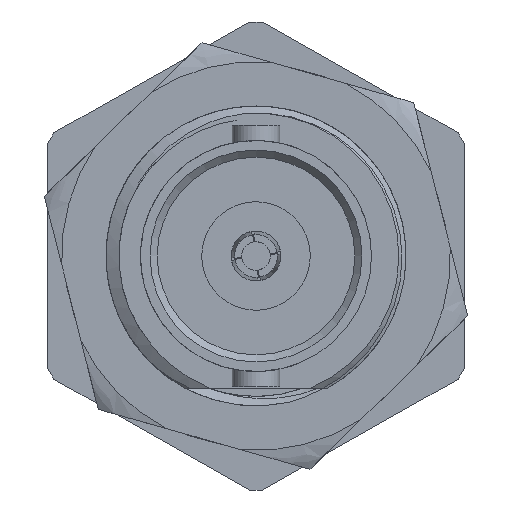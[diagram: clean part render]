
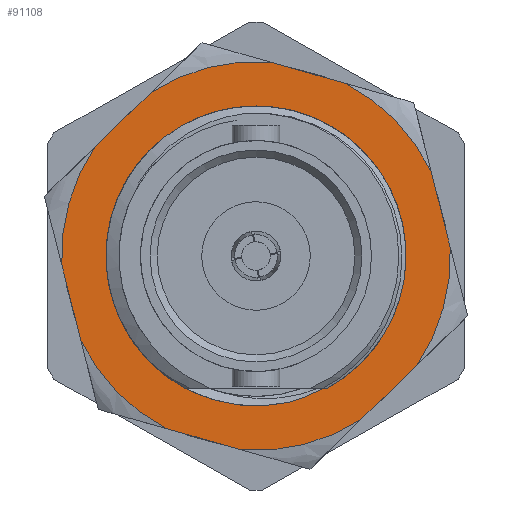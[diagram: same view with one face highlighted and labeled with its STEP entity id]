
A CAD part, front view. The second image highlights one B-rep face of the part: STEP entity #91108.
In plain terms, the highlighted planar face has unit normal (0, -1, 0).
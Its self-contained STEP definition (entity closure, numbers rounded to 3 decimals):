
#11202=B_SPLINE_CURVE_WITH_KNOTS('',3,(#184779,#184780,#184781,#184782),
 .UNSPECIFIED.,.F.,.F.,(4,4),(0.,0.003),
 .UNSPECIFIED.);
#11203=B_SPLINE_CURVE_WITH_KNOTS('',3,(#184783,#184784,#184785,#184786),
 .UNSPECIFIED.,.F.,.F.,(4,4),(0.007,0.01),
 .UNSPECIFIED.);
#11204=B_SPLINE_CURVE_WITH_KNOTS('',3,(#184790,#184791,#184792,#184793),
 .UNSPECIFIED.,.F.,.F.,(4,4),(0.,0.002),
 .UNSPECIFIED.);
#11205=B_SPLINE_CURVE_WITH_KNOTS('',3,(#184795,#184796,#184797,#184798),
 .UNSPECIFIED.,.F.,.F.,(4,4),(0.009,0.011),
 .UNSPECIFIED.);
#11744=LINE('',#184333,#12292);
#11746=LINE('',#184349,#12294);
#11748=LINE('',#184365,#12296);
#11750=LINE('',#184381,#12298);
#11752=LINE('',#184397,#12300);
#11754=LINE('',#184413,#12302);
#12292=VECTOR('',#96512,1000.);
#12294=VECTOR('',#96520,1000.);
#12296=VECTOR('',#96528,1000.);
#12298=VECTOR('',#96536,1000.);
#12300=VECTOR('',#96544,1000.);
#12302=VECTOR('',#96552,1000.);
#12696=PLANE('',#92906);
#31435=ORIENTED_EDGE('',*,*,#40820,.T.);
#31436=ORIENTED_EDGE('',*,*,#40818,.T.);
#31437=ORIENTED_EDGE('',*,*,#40815,.T.);
#31438=ORIENTED_EDGE('',*,*,#40813,.T.);
#31439=ORIENTED_EDGE('',*,*,#40810,.T.);
#31440=ORIENTED_EDGE('',*,*,#40808,.T.);
#31441=ORIENTED_EDGE('',*,*,#40805,.T.);
#31442=ORIENTED_EDGE('',*,*,#40803,.T.);
#31443=ORIENTED_EDGE('',*,*,#40800,.T.);
#31444=ORIENTED_EDGE('',*,*,#40798,.T.);
#31445=ORIENTED_EDGE('',*,*,#40795,.T.);
#31446=ORIENTED_EDGE('',*,*,#40792,.T.);
#31447=ORIENTED_EDGE('',*,*,#40989,.F.);
#31448=ORIENTED_EDGE('',*,*,#40990,.T.);
#31449=ORIENTED_EDGE('',*,*,#40988,.T.);
#31450=ORIENTED_EDGE('',*,*,#40991,.T.);
#31451=ORIENTED_EDGE('',*,*,#40992,.T.);
#31452=ORIENTED_EDGE('',*,*,#40993,.T.);
#31453=ORIENTED_EDGE('',*,*,#40994,.T.);
#40792=EDGE_CURVE('',#45733,#45731,#46435,.F.);
#40795=EDGE_CURVE('',#45734,#45733,#11744,.T.);
#40798=EDGE_CURVE('',#45736,#45734,#46436,.F.);
#40800=EDGE_CURVE('',#45737,#45736,#11746,.T.);
#40803=EDGE_CURVE('',#45739,#45737,#46437,.F.);
#40805=EDGE_CURVE('',#45740,#45739,#11748,.T.);
#40808=EDGE_CURVE('',#45742,#45740,#46438,.F.);
#40810=EDGE_CURVE('',#45743,#45742,#11750,.T.);
#40813=EDGE_CURVE('',#45745,#45743,#46439,.F.);
#40815=EDGE_CURVE('',#45746,#45745,#11752,.T.);
#40818=EDGE_CURVE('',#45748,#45746,#46440,.F.);
#40820=EDGE_CURVE('',#45731,#45748,#11754,.T.);
#40988=EDGE_CURVE('',#45833,#45836,#46483,.T.);
#40989=EDGE_CURVE('',#45837,#45838,#46484,.F.);
#40990=EDGE_CURVE('',#45837,#45833,#11202,.T.);
#40991=EDGE_CURVE('',#45836,#45839,#11203,.T.);
#40992=EDGE_CURVE('',#45839,#45840,#46485,.T.);
#40993=EDGE_CURVE('',#45840,#45841,#11204,.T.);
#40994=EDGE_CURVE('',#45841,#45838,#11205,.T.);
#45731=VERTEX_POINT('',#184323);
#45733=VERTEX_POINT('',#184326);
#45734=VERTEX_POINT('',#184334);
#45736=VERTEX_POINT('',#184343);
#45737=VERTEX_POINT('',#184350);
#45739=VERTEX_POINT('',#184359);
#45740=VERTEX_POINT('',#184366);
#45742=VERTEX_POINT('',#184375);
#45743=VERTEX_POINT('',#184382);
#45745=VERTEX_POINT('',#184391);
#45746=VERTEX_POINT('',#184398);
#45748=VERTEX_POINT('',#184407);
#45833=VERTEX_POINT('',#184761);
#45836=VERTEX_POINT('',#184773);
#45837=VERTEX_POINT('',#184777);
#45838=VERTEX_POINT('',#184778);
#45839=VERTEX_POINT('',#184787);
#45840=VERTEX_POINT('',#184789);
#45841=VERTEX_POINT('',#184794);
#46435=CIRCLE('',#92764,8.166);
#46436=CIRCLE('',#92767,8.166);
#46437=CIRCLE('',#92770,8.166);
#46438=CIRCLE('',#92773,8.166);
#46439=CIRCLE('',#92776,8.166);
#46440=CIRCLE('',#92779,8.166);
#46483=CIRCLE('',#92905,6.2);
#46484=CIRCLE('',#92907,6.3);
#46485=CIRCLE('',#92908,6.298);
#50961=EDGE_LOOP('',(#31435,#31436,#31437,#31438,#31439,#31440,#31441,#31442,
#31443,#31444,#31445,#31446));
#50962=EDGE_LOOP('',(#31447,#31448,#31449,#31450,#31451,#31452,#31453));
#55503=FACE_BOUND('',#50961,.T.);
#55504=FACE_BOUND('',#50962,.T.);
#91108=ADVANCED_FACE('',(#55503,#55504),#12696,.F.);
#92764=AXIS2_PLACEMENT_3D('',#184325,#96507,#96508);
#92767=AXIS2_PLACEMENT_3D('',#184342,#96516,#96517);
#92770=AXIS2_PLACEMENT_3D('',#184358,#96524,#96525);
#92773=AXIS2_PLACEMENT_3D('',#184374,#96532,#96533);
#92776=AXIS2_PLACEMENT_3D('',#184390,#96540,#96541);
#92779=AXIS2_PLACEMENT_3D('',#184406,#96548,#96549);
#92905=AXIS2_PLACEMENT_3D('',#184774,#96921,#96922);
#92906=AXIS2_PLACEMENT_3D('',#184775,#96923,#96924);
#92907=AXIS2_PLACEMENT_3D('',#184776,#96925,#96926);
#92908=AXIS2_PLACEMENT_3D('',#184788,#96927,#96928);
#96507=DIRECTION('',(0.,1.,0.));
#96508=DIRECTION('',(-0.969,0.,-0.245));
#96512=DIRECTION('',(-0.717,0.,-0.697));
#96516=DIRECTION('',(0.,1.,0.));
#96517=DIRECTION('',(-0.969,0.,-0.245));
#96520=DIRECTION('',(-0.962,0.,0.272));
#96524=DIRECTION('',(0.,1.,0.));
#96525=DIRECTION('',(-0.969,0.,-0.245));
#96528=DIRECTION('',(-0.245,0.,0.969));
#96532=DIRECTION('',(0.,1.,0.));
#96533=DIRECTION('',(-0.969,0.,-0.245));
#96536=DIRECTION('',(0.717,0.,0.697));
#96540=DIRECTION('',(0.,1.,0.));
#96541=DIRECTION('',(-0.969,0.,-0.245));
#96544=DIRECTION('',(0.962,0.,-0.272));
#96548=DIRECTION('',(0.,1.,0.));
#96549=DIRECTION('',(-0.969,0.,-0.245));
#96552=DIRECTION('',(0.245,0.,-0.969));
#96921=DIRECTION('',(0.,1.,0.));
#96922=DIRECTION('',(-0.969,0.,-0.245));
#96923=DIRECTION('',(0.,1.,0.));
#96924=DIRECTION('',(-0.969,0.,-0.245));
#96925=DIRECTION('',(0.,1.,0.));
#96926=DIRECTION('',(0.,0.,1.));
#96927=DIRECTION('',(0.,1.,0.));
#96928=DIRECTION('',(-0.969,0.,-0.245));
#184323=CARTESIAN_POINT('',(-8.157,14.7,-0.376));
#184325=CARTESIAN_POINT('',(0.,14.7,0.));
#184326=CARTESIAN_POINT('',(-6.751,14.7,4.594));
#184333=CARTESIAN_POINT('',(-2.266,14.7,8.955));
#184334=CARTESIAN_POINT('',(-4.404,14.7,6.876));
#184342=CARTESIAN_POINT('',(0.,14.7,0.));
#184343=CARTESIAN_POINT('',(0.603,14.7,8.143));
#184349=CARTESIAN_POINT('',(6.622,14.7,6.44));
#184350=CARTESIAN_POINT('',(3.753,14.7,7.252));
#184358=CARTESIAN_POINT('',(0.,14.7,0.));
#184359=CARTESIAN_POINT('',(7.354,14.7,3.549));
#184365=CARTESIAN_POINT('',(8.889,14.7,-2.515));
#184366=CARTESIAN_POINT('',(8.157,14.7,0.376));
#184374=CARTESIAN_POINT('',(0.,14.7,0.));
#184375=CARTESIAN_POINT('',(6.751,14.7,-4.594));
#184381=CARTESIAN_POINT('',(2.266,14.7,-8.955));
#184382=CARTESIAN_POINT('',(4.404,14.7,-6.876));
#184390=CARTESIAN_POINT('',(0.,14.7,0.));
#184391=CARTESIAN_POINT('',(-0.603,14.7,-8.143));
#184397=CARTESIAN_POINT('',(-6.622,14.7,-6.44));
#184398=CARTESIAN_POINT('',(-3.753,14.7,-7.252));
#184406=CARTESIAN_POINT('',(0.,14.7,0.));
#184407=CARTESIAN_POINT('',(-7.354,14.7,-3.549));
#184413=CARTESIAN_POINT('',(-8.889,14.7,2.515));
#184761=CARTESIAN_POINT('',(-2.106,14.7,5.831));
#184773=CARTESIAN_POINT('',(3.503,14.7,-5.116));
#184774=CARTESIAN_POINT('',(0.,14.7,0.));
#184775=CARTESIAN_POINT('',(0.,14.7,0.));
#184776=CARTESIAN_POINT('',(0.,14.7,0.));
#184777=CARTESIAN_POINT('',(-4.519,14.7,4.389));
#184778=CARTESIAN_POINT('',(-5.572,14.7,2.941));
#184779=CARTESIAN_POINT('',(-4.519,14.7,4.389));
#184780=CARTESIAN_POINT('',(-3.832,14.7,5.049));
#184781=CARTESIAN_POINT('',(-3.003,14.7,5.543));
#184782=CARTESIAN_POINT('',(-2.106,14.7,5.831));
#184783=CARTESIAN_POINT('',(3.503,14.7,-5.116));
#184784=CARTESIAN_POINT('',(2.866,14.7,-5.589));
#184785=CARTESIAN_POINT('',(2.135,14.7,-5.944));
#184786=CARTESIAN_POINT('',(1.359,14.7,-6.149));
#184787=CARTESIAN_POINT('',(1.359,14.7,-6.149));
#184788=CARTESIAN_POINT('',(0.,14.7,0.));
#184789=CARTESIAN_POINT('',(-6.105,14.7,-1.545));
#184790=CARTESIAN_POINT('',(-6.105,14.7,-1.545));
#184791=CARTESIAN_POINT('',(-6.257,14.7,-0.838));
#184792=CARTESIAN_POINT('',(-6.283,14.7,-0.109));
#184793=CARTESIAN_POINT('',(-6.185,14.7,0.597));
#184794=CARTESIAN_POINT('',(-6.185,14.7,0.597));
#184795=CARTESIAN_POINT('',(-6.185,14.7,0.597));
#184796=CARTESIAN_POINT('',(-6.136,14.7,1.403));
#184797=CARTESIAN_POINT('',(-5.928,14.7,2.204));
#184798=CARTESIAN_POINT('',(-5.572,14.7,2.941));
